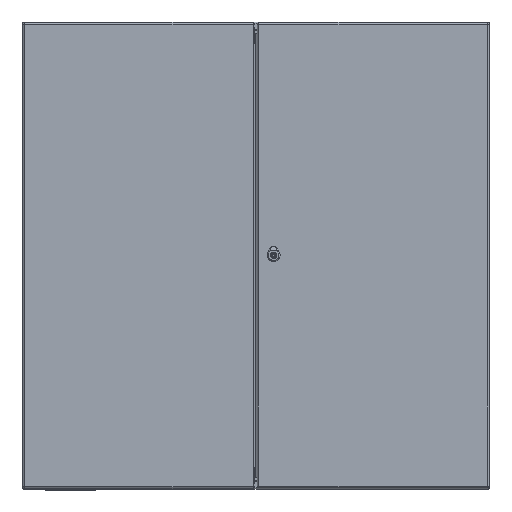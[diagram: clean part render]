
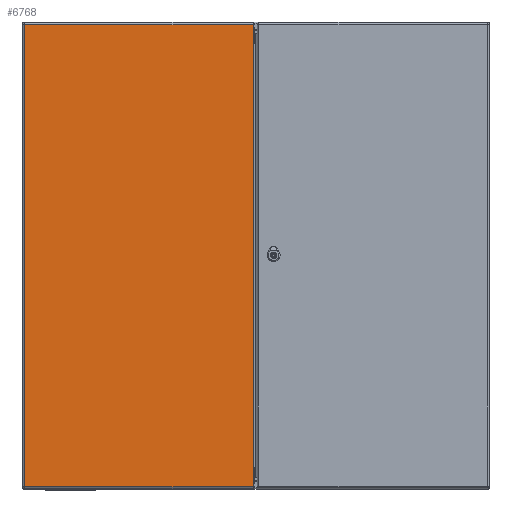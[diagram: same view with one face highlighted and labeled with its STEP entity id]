
A CAD part, top view. The second image highlights one B-rep face of the part: STEP entity #6768.
In plain terms, the highlighted face is planar.
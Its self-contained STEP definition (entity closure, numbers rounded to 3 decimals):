
#6768=ADVANCED_FACE('',(#8337),#7494,.F.);
#7494=PLANE('',#26750);
#8337=FACE_OUTER_BOUND('',#9833,.T.);
#9833=EDGE_LOOP('',(#14911,#14912,#14913,#14914));
#14911=ORIENTED_EDGE('',*,*,#21215,.T.);
#14912=ORIENTED_EDGE('',*,*,#21216,.T.);
#14913=ORIENTED_EDGE('',*,*,#21217,.T.);
#14914=ORIENTED_EDGE('',*,*,#21218,.T.);
#18376=VERTEX_POINT('',#44145);
#18377=VERTEX_POINT('',#44146);
#18378=VERTEX_POINT('',#44148);
#18379=VERTEX_POINT('',#44150);
#21215=EDGE_CURVE('',#18376,#18377,#23101,.T.);
#21216=EDGE_CURVE('',#18377,#18378,#23102,.T.);
#21217=EDGE_CURVE('',#18378,#18379,#23103,.T.);
#21218=EDGE_CURVE('',#18379,#18376,#23104,.T.);
#23101=LINE('',#44144,#24567);
#23102=LINE('',#44147,#24568);
#23103=LINE('',#44149,#24569);
#23104=LINE('',#44151,#24570);
#24567=VECTOR('',#32061,1.);
#24568=VECTOR('',#32062,1.);
#24569=VECTOR('',#32063,1.);
#24570=VECTOR('',#32064,1.);
#26750=AXIS2_PLACEMENT_3D('',#44152,#32065,#32066);
#32061=DIRECTION('',(-1.,0.,0.));
#32062=DIRECTION('',(0.,1.,0.));
#32063=DIRECTION('',(1.,0.,0.));
#32064=DIRECTION('',(0.,-1.,0.));
#32065=DIRECTION('',(0.,0.,1.));
#32066=DIRECTION('',(1.,0.,0.));
#44144=CARTESIAN_POINT('',(0.,-593.5,0.));
#44145=CARTESIAN_POINT('',(294.,-593.5,0.));
#44146=CARTESIAN_POINT('',(-294.,-593.5,0.));
#44147=CARTESIAN_POINT('',(-294.,0.,0.));
#44148=CARTESIAN_POINT('',(-294.,593.5,0.));
#44149=CARTESIAN_POINT('',(0.,593.5,0.));
#44150=CARTESIAN_POINT('',(294.,593.5,0.));
#44151=CARTESIAN_POINT('',(294.,0.,0.));
#44152=CARTESIAN_POINT('',(0.,0.,0.));
